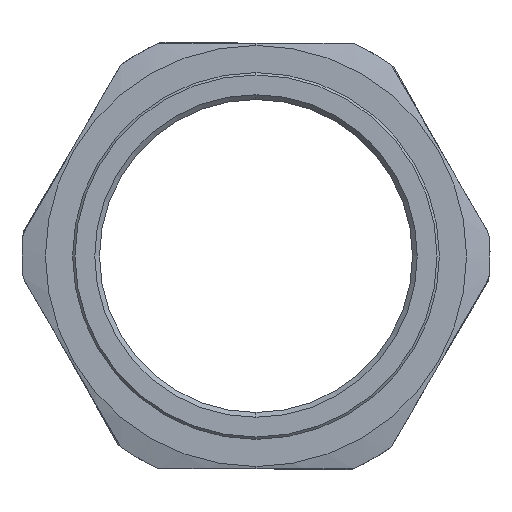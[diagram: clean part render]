
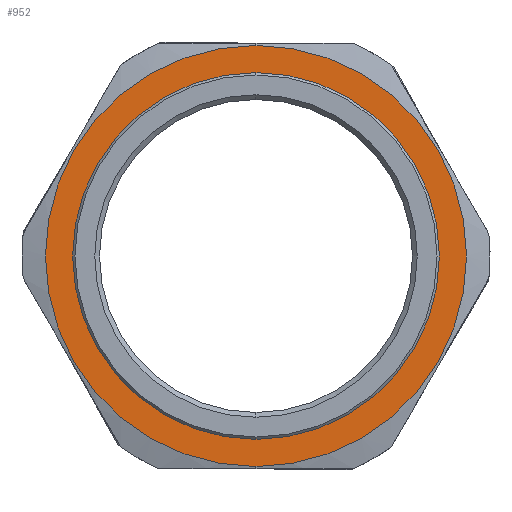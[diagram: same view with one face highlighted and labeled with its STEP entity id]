
A CAD part, left-side view. The second image highlights one B-rep face of the part: STEP entity #952.
In plain terms, the highlighted planar face has unit normal (-1, 0, 0).
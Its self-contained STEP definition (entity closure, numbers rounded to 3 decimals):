
#32 = DIRECTION ( 'NONE',  ( 1., 0., 0. ) ) ;
#197 = ORIENTED_EDGE ( 'NONE', *, *, #2063, .F. ) ;
#331 = AXIS2_PLACEMENT_3D ( 'NONE', #809, #3498, #3480 ) ;
#350 = ORIENTED_EDGE ( 'NONE', *, *, #3192, .T. ) ;
#449 = DIRECTION ( 'NONE',  ( 0., 0., -1. ) ) ;
#809 = CARTESIAN_POINT ( 'NONE',  ( 24.3, 0., 0. ) ) ;
#854 = AXIS2_PLACEMENT_3D ( 'NONE', #4493, #2574, #3727 ) ;
#895 = CIRCLE ( 'NONE', #331, 57.5 ) ;
#920 = CIRCLE ( 'NONE', #974, 66. ) ;
#927 = DIRECTION ( 'NONE',  ( 1., 0., 0. ) ) ;
#952 = ADVANCED_FACE ( 'NONE', ( #2551, #4684 ), #4101, .F. ) ;
#957 = VERTEX_POINT ( 'NONE', #1849 ) ;
#974 = AXIS2_PLACEMENT_3D ( 'NONE', #4156, #2295, #1847 ) ;
#1045 = CARTESIAN_POINT ( 'NONE',  ( 24.3, 0., -57.5 ) ) ;
#1250 = EDGE_CURVE ( 'NONE', #3828, #1359, #4423, .T. ) ;
#1359 = VERTEX_POINT ( 'NONE', #1045 ) ;
#1847 = DIRECTION ( 'NONE',  ( 0., 0., -1. ) ) ;
#1849 = CARTESIAN_POINT ( 'NONE',  ( 24.3, 0., -66. ) ) ;
#1897 = CARTESIAN_POINT ( 'NONE',  ( 24.3, 0., 66. ) ) ;
#2063 = EDGE_CURVE ( 'NONE', #3672, #957, #920, .T. ) ;
#2087 = CARTESIAN_POINT ( 'NONE',  ( 24.3, 0., 0. ) ) ;
#2286 = ORIENTED_EDGE ( 'NONE', *, *, #1250, .T. ) ;
#2295 = DIRECTION ( 'NONE',  ( 1., 0., 0. ) ) ;
#2417 = DIRECTION ( 'NONE',  ( 0., 0., -1. ) ) ;
#2508 = EDGE_CURVE ( 'NONE', #957, #3672, #3922, .T. ) ;
#2551 = FACE_OUTER_BOUND ( 'NONE', #3408, .T. ) ;
#2574 = DIRECTION ( 'NONE',  ( 1., 0., 0. ) ) ;
#2910 = AXIS2_PLACEMENT_3D ( 'NONE', #3455, #32, #449 ) ;
#3074 = ORIENTED_EDGE ( 'NONE', *, *, #2508, .F. ) ;
#3192 = EDGE_CURVE ( 'NONE', #1359, #3828, #895, .T. ) ;
#3408 = EDGE_LOOP ( 'NONE', ( #3074, #197 ) ) ;
#3414 = AXIS2_PLACEMENT_3D ( 'NONE', #2087, #927, #2417 ) ;
#3455 = CARTESIAN_POINT ( 'NONE',  ( 24.3, 0., 0. ) ) ;
#3480 = DIRECTION ( 'NONE',  ( 0., 0., -1. ) ) ;
#3498 = DIRECTION ( 'NONE',  ( 1., 0., 0. ) ) ;
#3672 = VERTEX_POINT ( 'NONE', #1897 ) ;
#3727 = DIRECTION ( 'NONE',  ( 0., 0., -1. ) ) ;
#3826 = CARTESIAN_POINT ( 'NONE',  ( 24.3, 0., 57.5 ) ) ;
#3828 = VERTEX_POINT ( 'NONE', #3826 ) ;
#3899 = EDGE_LOOP ( 'NONE', ( #350, #2286 ) ) ;
#3922 = CIRCLE ( 'NONE', #2910, 66. ) ;
#4101 = PLANE ( 'NONE',  #854 ) ;
#4156 = CARTESIAN_POINT ( 'NONE',  ( 24.3, 0., 0. ) ) ;
#4423 = CIRCLE ( 'NONE', #3414, 57.5 ) ;
#4493 = CARTESIAN_POINT ( 'NONE',  ( 24.3, 57.5, 0. ) ) ;
#4684 = FACE_BOUND ( 'NONE', #3899, .T. ) ;
